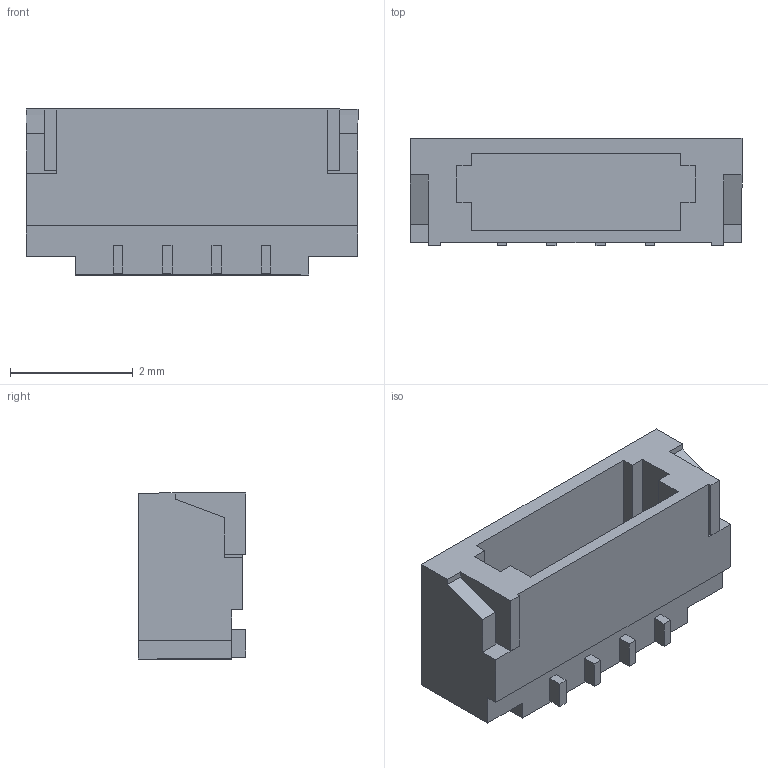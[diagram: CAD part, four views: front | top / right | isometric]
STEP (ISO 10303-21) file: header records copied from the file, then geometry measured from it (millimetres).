
FILE_DESCRIPTION (( 'STEP AP214' ), '1' );
FILE_NAME ('SM04B-SURS-TF.STEP', '2010-06-18T02:02:20', ( ' ' ), ( ' ' ), 'SwSTEP 2.0', 'SolidWorks 2005235', '' );
FILE_SCHEMA (( 'AUTOMOTIVE_DESIGN' ));
Length unit declared in the file: millimetre
Products named in the file (1): SM04B-SURS-TF
Bounding box: 5.4 x 1.75 x 2.7 mm (x, y, z)
Volume: 15.3 mm3; surface area: 74.3 mm2
Topology: 1 solids, 1 shells, 63 faces, 166 edges, 110 vertices
Faces by surface type: plane 63
Entity records: 2620 total; most frequent: CARTESIAN_POINT 340, ORIENTED_EDGE 332, DIRECTION 294, VECTOR 166, LINE 166, EDGE_CURVE 166, VERTEX_POINT 110, EDGE_LOOP 68
